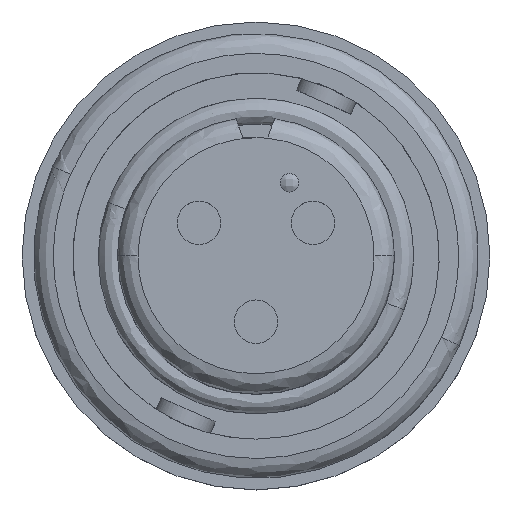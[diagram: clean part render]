
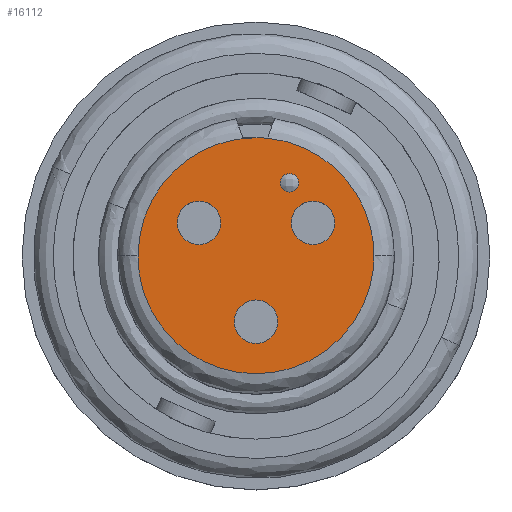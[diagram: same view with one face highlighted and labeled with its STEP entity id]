
A CAD part, top view. The second image highlights one B-rep face of the part: STEP entity #16112.
In plain terms, the highlighted planar face has unit normal (0, 0, 1).
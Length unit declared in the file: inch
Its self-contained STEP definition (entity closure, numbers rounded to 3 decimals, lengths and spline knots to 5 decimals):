
#57 = FACE_OUTER_BOUND ( 'NONE', #11969, .T. ) ;
#59 = FACE_BOUND ( 'NONE', #11974, .T. ) ;
#61 = FACE_BOUND ( 'NONE', #12757, .T. ) ;
#63 = FACE_BOUND ( 'NONE', #12067, .T. ) ;
#64 = AXIS2_PLACEMENT_3D ( 'NONE', #14126, #14127, #14128 ) ;
#68 = FACE_BOUND ( 'NONE', #12066, .T. ) ;
#1606 = VERTEX_POINT ( 'NONE', #10788 ) ;
#1613 = VERTEX_POINT ( 'NONE', #10821 ) ;
#1705 = VERTEX_POINT ( 'NONE', #11032 ) ;
#1712 = VERTEX_POINT ( 'NONE', #11045 ) ;
#1737 = VERTEX_POINT ( 'NONE', #11095 ) ;
#1745 = VERTEX_POINT ( 'NONE', #11111 ) ;
#1766 = VERTEX_POINT ( 'NONE', #11186 ) ;
#1814 = VERTEX_POINT ( 'NONE', #11359 ) ;
#2044 = VERTEX_POINT ( 'NONE', #11397 ) ;
#2300 = VERTEX_POINT ( 'NONE', #10881 ) ;
#2315 = VERTEX_POINT ( 'NONE', #11577 ) ;
#2405 = VERTEX_POINT ( 'NONE', #10885 ) ;
#3137 =( BOUNDED_CURVE ( )  B_SPLINE_CURVE ( 3, ( #7430, #7431, #7432, #7433 ),
 .UNSPECIFIED., .F., .F. ) 
 B_SPLINE_CURVE_WITH_KNOTS ( ( 4, 4 ),
 ( 0., 1. ),
 .UNSPECIFIED. ) 
 CURVE ( )  GEOMETRIC_REPRESENTATION_ITEM ( )  RATIONAL_B_SPLINE_CURVE ( ( 1., 0.827, 0.827, 1. ) ) 
 REPRESENTATION_ITEM ( '' )  );
#3146 =( BOUNDED_CURVE ( )  B_SPLINE_CURVE ( 3, ( #7345, #7346, #7347, #7348 ),
 .UNSPECIFIED., .F., .F. ) 
 B_SPLINE_CURVE_WITH_KNOTS ( ( 4, 4 ),
 ( 0., 1. ),
 .UNSPECIFIED. ) 
 CURVE ( )  GEOMETRIC_REPRESENTATION_ITEM ( )  RATIONAL_B_SPLINE_CURVE ( ( 1., 0.333, 0.333, 1. ) ) 
 REPRESENTATION_ITEM ( '' )  );
#5081 = CARTESIAN_POINT ( 'NONE',  ( 0., -0.1, 0. ) ) ;
#5107 = CARTESIAN_POINT ( 'NONE',  ( 0.0866, 0.05, 0. ) ) ;
#5108 = DIRECTION ( 'NONE',  ( 0., 0., -1. ) ) ;
#5110 = DIRECTION ( 'NONE',  ( 1., 0., 0. ) ) ;
#5206 = CARTESIAN_POINT ( 'NONE',  ( 0., -0.1, 0. ) ) ;
#5209 = DIRECTION ( 'NONE',  ( 0., 0., -1. ) ) ;
#5214 = DIRECTION ( 'NONE',  ( 1., 0., 0. ) ) ;
#5320 = DIRECTION ( 'NONE',  ( 0., 0., -1. ) ) ;
#5321 = DIRECTION ( 'NONE',  ( 1., 0., 0. ) ) ;
#5332 = DIRECTION ( 'NONE',  ( 0., 0., -1. ) ) ;
#5334 = DIRECTION ( 'NONE',  ( 1., 0., 0. ) ) ;
#5466 = LINE ( 'NONE', #5468, #10541 ) ;
#5468 = CARTESIAN_POINT ( 'NONE',  ( -0.01988, 0.179, 0. ) ) ;
#5471 = DIRECTION ( 'NONE',  ( -1., 0., 0. ) ) ;
#5825 = CARTESIAN_POINT ( 'NONE',  ( 0., 0.179, 0. ) ) ;
#5853 = CARTESIAN_POINT ( 'NONE',  ( -0.0866, 0.05, 0. ) ) ;
#5936 = CARTESIAN_POINT ( 'NONE',  ( -0.179, 0.10486, 0. ) ) ;
#5937 = CARTESIAN_POINT ( 'NONE',  ( -0.10486, 0.179, 0. ) ) ;
#5941 = CARTESIAN_POINT ( 'NONE',  ( -0.179, 0., 0. ) ) ;
#5983 = CARTESIAN_POINT ( 'NONE',  ( 0.0866, 0.05, 0. ) ) ;
#5986 = DIRECTION ( 'NONE',  ( 0., 0., -1. ) ) ;
#5988 = DIRECTION ( 'NONE',  ( -1., 0., 0. ) ) ;
#6002 = CARTESIAN_POINT ( 'NONE',  ( 0.05073, 0.11069, 0. ) ) ;
#6013 = DIRECTION ( 'NONE',  ( 1., 0., 0. ) ) ;
#6020 = DIRECTION ( 'NONE',  ( 0., 0., -1. ) ) ;
#7345 = CARTESIAN_POINT ( 'NONE',  ( 0.179, 0., 0. ) ) ;
#7346 = CARTESIAN_POINT ( 'NONE',  ( 0.179, -0.358, 0. ) ) ;
#7347 = CARTESIAN_POINT ( 'NONE',  ( -0.179, -0.358, 0. ) ) ;
#7348 = CARTESIAN_POINT ( 'NONE',  ( -0.179, 0., 0. ) ) ;
#7430 = CARTESIAN_POINT ( 'NONE',  ( 0.01764, 0.17857, -0.00001 ) ) ;
#7431 = CARTESIAN_POINT ( 'NONE',  ( 0.11397, 0.16861, 0. ) ) ;
#7432 = CARTESIAN_POINT ( 'NONE',  ( 0.179, 0.09684, 0. ) ) ;
#7433 = CARTESIAN_POINT ( 'NONE',  ( 0.179, 0., 0. ) ) ;
#8513 = DIRECTION ( 'NONE',  ( -1., 0., 0. ) ) ;
#8514 = DIRECTION ( 'NONE',  ( 0., 0., -1. ) ) ;
#8515 = CARTESIAN_POINT ( 'NONE',  ( 0.05073, 0.11069, 0. ) ) ;
#8532 = DIRECTION ( 'NONE',  ( 1., 0., 0. ) ) ;
#8533 = DIRECTION ( 'NONE',  ( 0., 0., -1. ) ) ;
#8540 = CARTESIAN_POINT ( 'NONE',  ( -0.0866, 0.05, 0. ) ) ;
#9186 = AXIS2_PLACEMENT_3D ( 'NONE', #5107, #5108, #5110 ) ;
#9283 = AXIS2_PLACEMENT_3D ( 'NONE', #5853, #5332, #5334 ) ;
#9315 = AXIS2_PLACEMENT_3D ( 'NONE', #5081, #5320, #5321 ) ;
#9917 =( BOUNDED_CURVE ( )  B_SPLINE_CURVE ( 3, ( #5941, #5936, #5937, #5825 ),
 .UNSPECIFIED., .F., .F. ) 
 B_SPLINE_CURVE_WITH_KNOTS ( ( 4, 4 ),
 ( 0., 1. ),
 .UNSPECIFIED. ) 
 CURVE ( )  GEOMETRIC_REPRESENTATION_ITEM ( )  RATIONAL_B_SPLINE_CURVE ( ( 1., 0.805, 0.805, 1. ) ) 
 REPRESENTATION_ITEM ( '' )  );
#10450 = AXIS2_PLACEMENT_3D ( 'NONE', #8515, #8514, #8513 ) ;
#10470 = AXIS2_PLACEMENT_3D ( 'NONE', #8540, #8533, #8532 ) ;
#10537 = AXIS2_PLACEMENT_3D ( 'NONE', #6002, #5986, #5988 ) ;
#10541 = VECTOR ( 'NONE', #5471, 39.37008 ) ;
#10595 = AXIS2_PLACEMENT_3D ( 'NONE', #5983, #6020, #6013 ) ;
#10596 = AXIS2_PLACEMENT_3D ( 'NONE', #5206, #5209, #5214 ) ;
#10666 = ORIENTED_EDGE ( 'NONE', *, *, #15810, .F. ) ;
#10788 = CARTESIAN_POINT ( 'NONE',  ( -0.179, 0., 0. ) ) ;
#10809 = ORIENTED_EDGE ( 'NONE', *, *, #15237, .T. ) ;
#10821 = CARTESIAN_POINT ( 'NONE',  ( 0.1196, 0.05, 0. ) ) ;
#10881 = CARTESIAN_POINT ( 'NONE',  ( 0.0536, 0.05, 0. ) ) ;
#10885 = CARTESIAN_POINT ( 'NONE',  ( 0.033, -0.1, 0. ) ) ;
#11032 = CARTESIAN_POINT ( 'NONE',  ( 0.03673, 0.11069, 0. ) ) ;
#11045 = CARTESIAN_POINT ( 'NONE',  ( -0.0536, 0.05, 0. ) ) ;
#11095 = CARTESIAN_POINT ( 'NONE',  ( -0.1196, 0.05, 0. ) ) ;
#11111 = CARTESIAN_POINT ( 'NONE',  ( 0., 0.179, 0. ) ) ;
#11128 = ORIENTED_EDGE ( 'NONE', *, *, #15180, .T. ) ;
#11158 = ORIENTED_EDGE ( 'NONE', *, *, #15792, .F. ) ;
#11179 = ORIENTED_EDGE ( 'NONE', *, *, #15122, .F. ) ;
#11186 = CARTESIAN_POINT ( 'NONE',  ( -0.033, -0.1, 0. ) ) ;
#11251 = ORIENTED_EDGE ( 'NONE', *, *, #15000, .T. ) ;
#11359 = CARTESIAN_POINT ( 'NONE',  ( 0.06473, 0.11069, 0. ) ) ;
#11397 = CARTESIAN_POINT ( 'NONE',  ( 0.01764, 0.17857, -0.00001 ) ) ;
#11420 = ORIENTED_EDGE ( 'NONE', *, *, #15170, .T. ) ;
#11433 = ORIENTED_EDGE ( 'NONE', *, *, #15160, .T. ) ;
#11547 = ORIENTED_EDGE ( 'NONE', *, *, #14992, .T. ) ;
#11577 = CARTESIAN_POINT ( 'NONE',  ( 0.179, 0., 0. ) ) ;
#11606 = ORIENTED_EDGE ( 'NONE', *, *, #15231, .T. ) ;
#11608 = ORIENTED_EDGE ( 'NONE', *, *, #15188, .T. ) ;
#11611 = ORIENTED_EDGE ( 'NONE', *, *, #15136, .T. ) ;
#11969 = EDGE_LOOP ( 'NONE', ( #11158, #10666, #11128, #11179 ) ) ;
#11974 = EDGE_LOOP ( 'NONE', ( #11433, #11611 ) ) ;
#12066 = EDGE_LOOP ( 'NONE', ( #10809, #11608 ) ) ;
#12067 = EDGE_LOOP ( 'NONE', ( #11606, #11251 ) ) ;
#12757 = EDGE_LOOP ( 'NONE', ( #11420, #11547 ) ) ;
#14125 = PLANE ( 'NONE',  #64 ) ;
#14126 = CARTESIAN_POINT ( 'NONE',  ( 0., 0., 0. ) ) ;
#14127 = DIRECTION ( 'NONE',  ( 0., 0., 1. ) ) ;
#14128 = DIRECTION ( 'NONE',  ( 1., 0., 0. ) ) ;
#14992 = EDGE_CURVE ( 'NONE', #1766, #2405, #15064, .T. ) ;
#15000 = EDGE_CURVE ( 'NONE', #1737, #1712, #15067, .T. ) ;
#15064 = CIRCLE ( 'NONE', #9315, 0.033 ) ;
#15067 = CIRCLE ( 'NONE', #9283, 0.033 ) ;
#15085 = CIRCLE ( 'NONE', #9186, 0.033 ) ;
#15122 = EDGE_CURVE ( 'NONE', #1606, #1745, #9917, .T. ) ;
#15136 = EDGE_CURVE ( 'NONE', #2300, #1613, #15085, .T. ) ;
#15160 = EDGE_CURVE ( 'NONE', #1613, #2300, #15349, .T. ) ;
#15170 = EDGE_CURVE ( 'NONE', #2405, #1766, #15341, .T. ) ;
#15180 = EDGE_CURVE ( 'NONE', #2044, #1745, #5466, .T. ) ;
#15188 = EDGE_CURVE ( 'NONE', #1814, #1705, #15334, .T. ) ;
#15231 = EDGE_CURVE ( 'NONE', #1712, #1737, #15326, .T. ) ;
#15237 = EDGE_CURVE ( 'NONE', #1705, #1814, #15325, .T. ) ;
#15325 = CIRCLE ( 'NONE', #10450, 0.014 ) ;
#15326 = CIRCLE ( 'NONE', #10470, 0.033 ) ;
#15334 = CIRCLE ( 'NONE', #10537, 0.014 ) ;
#15341 = CIRCLE ( 'NONE', #10596, 0.033 ) ;
#15349 = CIRCLE ( 'NONE', #10595, 0.033 ) ;
#15792 = EDGE_CURVE ( 'NONE', #2315, #1606, #3146, .T. ) ;
#15810 = EDGE_CURVE ( 'NONE', #2044, #2315, #3137, .T. ) ;
#16112 = ADVANCED_FACE ( 'NONE', ( #68, #63, #61, #59, #57 ), #14125, .T. ) ;
